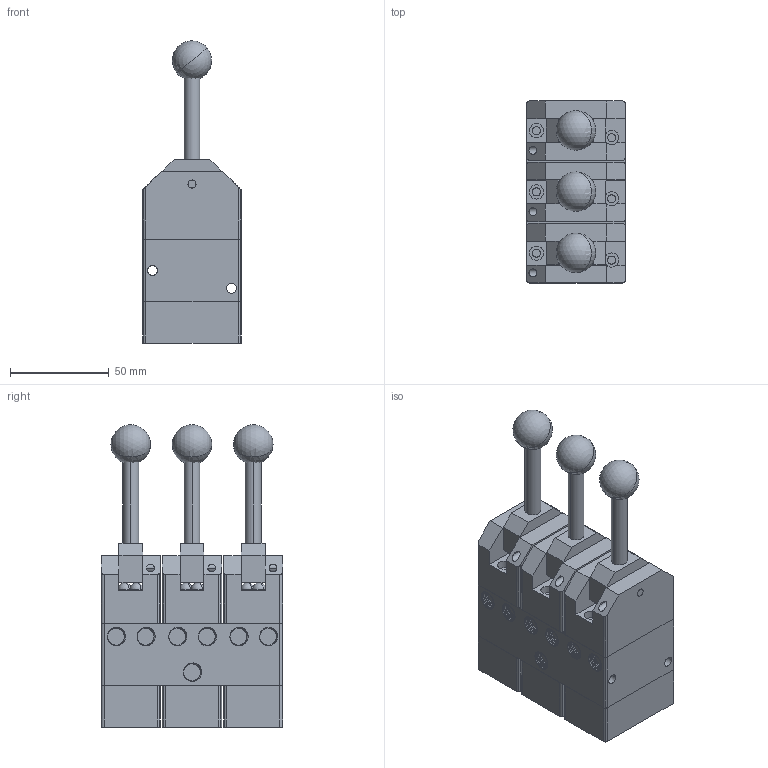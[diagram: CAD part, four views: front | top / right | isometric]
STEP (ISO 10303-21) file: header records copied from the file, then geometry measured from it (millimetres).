
FILE_DESCRIPTION((''),'2;1');
FILE_NAME('00_160_4.stp','2002-12-07T20:11:49',('Branislav Petkovic'),('AZ Pneumatica'),'AutoCAD STEP 2000i','AutoCAD 2000i','Via J. F. Kennedy, 26, 20020 Misinto (MI), ITALY');
FILE_SCHEMA(('CONFIG_CONTROL_DESIGN'));
Length unit declared in the file: millimetre
Products named in the file (10): 00_160_4; 521ML TELO 3; PART1; RUCKA ML; PART2; ~~PART1; KUGLA; PIPAK; OSOVINA; PART3
Assembly tree (12 placements, depth 3):
  00_160_4
    521ML TELO 3
      PART1
    RUCKA ML  x3
      PART2
      ~~PART1
      KUGLA
      PIPAK
      OSOVINA
      PART3
Bounding box: 50 x 92 x 152.92 mm (x, y, z)
Surface area: 92665.4 mm2 (no closed solid volume)
Topology: 0 solids, 22 shells, 570 faces, 1560 edges, 1028 vertices
Faces by surface type: cylinder 393, plane 135, bspline 18, sphere 18, cone 6
Entity records: 34932 total; most frequent: CARTESIAN_POINT 26076, ORIENTED_EDGE 2036, DIRECTION 1453, EDGE_CURVE 1018, VERTEX_POINT 679, AXIS2_PLACEMENT_3D 548, B_SPLINE_CURVE_WITH_KNOTS 471, EDGE_LOOP 397
